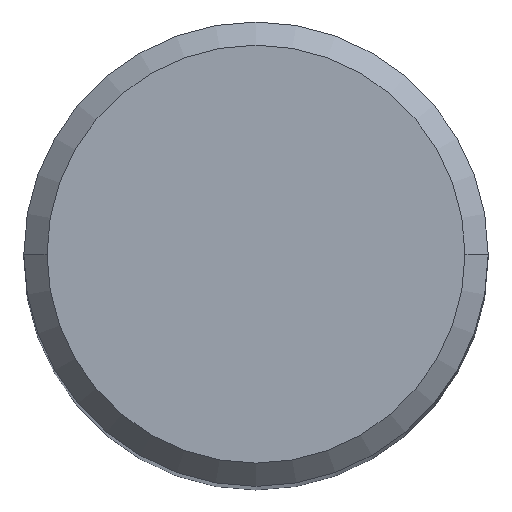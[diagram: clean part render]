
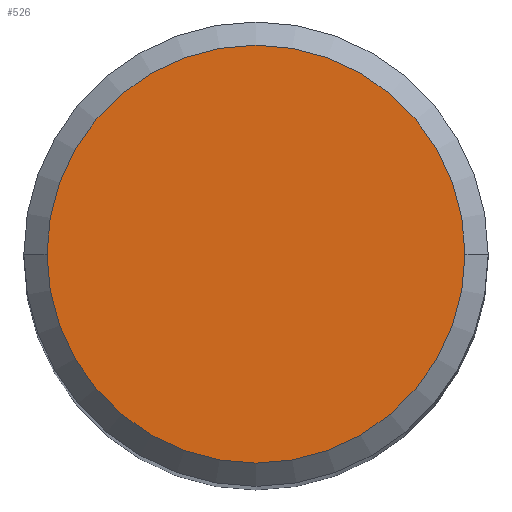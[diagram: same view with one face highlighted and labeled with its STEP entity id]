
A CAD part, top view. The second image highlights one B-rep face of the part: STEP entity #526.
In plain terms, the highlighted planar face has unit normal (0, 0, 1).
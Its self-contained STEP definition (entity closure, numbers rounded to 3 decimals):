
#231=CARTESIAN_POINT('',(0.,0.,36.));
#232=DIRECTION('',(0.,0.,1.));
#233=DIRECTION('',(-1.,0.,0.));
#234=AXIS2_PLACEMENT_3D('',#231,#232,#233);
#239=CARTESIAN_POINT('',(0.,0.,36.));
#240=DIRECTION('',(0.,0.,1.));
#241=DIRECTION('',(1.,0.,0.));
#242=AXIS2_PLACEMENT_3D('',#239,#240,#241);
#316=CARTESIAN_POINT('',(-3.6,0.,36.));
#317=CARTESIAN_POINT('',(3.6,0.,36.));
#318=VERTEX_POINT('',#316);
#319=VERTEX_POINT('',#317);
#516=CARTESIAN_POINT('',(0.,0.,36.));
#517=DIRECTION('',(0.,0.,1.));
#518=DIRECTION('',(-1.,0.,0.));
#519=AXIS2_PLACEMENT_3D('',#516,#517,#518);
#520=PLANE('',#519);
#522=ORIENTED_EDGE('',*,*,#521,.F.);
#523=ORIENTED_EDGE('',*,*,#506,.F.);
#524=EDGE_LOOP('',(#522,#523));
#525=FACE_OUTER_BOUND('',#524,.F.);
#235=CIRCLE('',#234,3.6);
#243=CIRCLE('',#242,3.6);
#506=EDGE_CURVE('',#319,#318,#243,.T.);
#521=EDGE_CURVE('',#318,#319,#235,.T.);
#526=ADVANCED_FACE('',(#525),#520,.T.);
